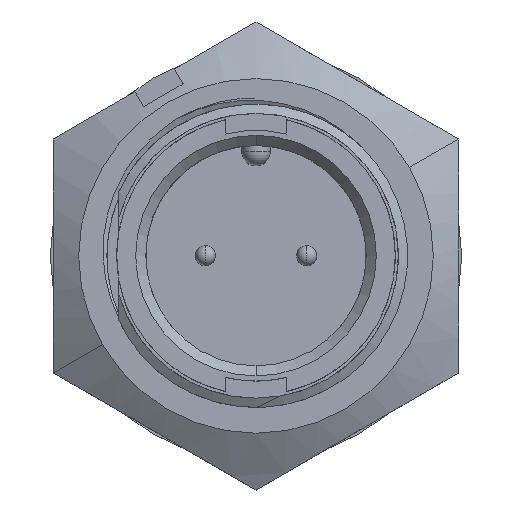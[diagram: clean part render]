
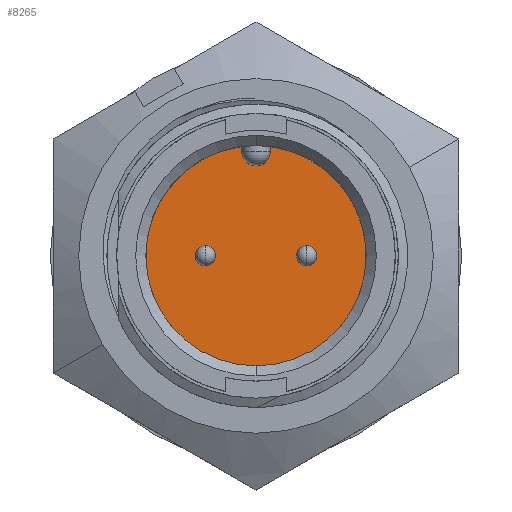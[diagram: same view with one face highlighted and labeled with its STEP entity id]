
A CAD part, top view. The second image highlights one B-rep face of the part: STEP entity #8265.
In plain terms, the highlighted planar face has unit normal (0, 0, 1).
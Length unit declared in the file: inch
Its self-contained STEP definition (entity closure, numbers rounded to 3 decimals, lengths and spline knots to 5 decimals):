
#101 = ORIENTED_EDGE ( 'NONE', *, *, #8456, .F. ) ;
#104 = ORIENTED_EDGE ( 'NONE', *, *, #12416, .F. ) ;
#378 = ORIENTED_EDGE ( 'NONE', *, *, #12629, .T. ) ;
#515 = CARTESIAN_POINT ( 'NONE',  ( -0.028, 0.2055, -0.305 ) ) ;
#516 = DIRECTION ( 'NONE',  ( 0., 1., 0. ) ) ;
#527 = LINE ( 'NONE', #515, #8101 ) ;
#1446 = DIRECTION ( 'NONE',  ( 1., 0., 0. ) ) ;
#1447 = DIRECTION ( 'NONE',  ( 0., 0., 1. ) ) ;
#1448 = CARTESIAN_POINT ( 'NONE',  ( 0., 0., -0.305 ) ) ;
#1449 = PLANE ( 'NONE',  #8049 ) ;
#1736 = DIRECTION ( 'NONE',  ( 1., 0., 0. ) ) ;
#1737 = DIRECTION ( 'NONE',  ( 0., 0., 1. ) ) ;
#1738 = CARTESIAN_POINT ( 'NONE',  ( -0.1, 0.0001, -0.305 ) ) ;
#1958 = CARTESIAN_POINT ( 'NONE',  ( 0.1, 0., -0.305 ) ) ;
#1959 = DIRECTION ( 'NONE',  ( 0., 0., 1. ) ) ;
#1960 = DIRECTION ( 'NONE',  ( 1., 0., 0. ) ) ;
#2354 = DIRECTION ( 'NONE',  ( 1., 0., 0. ) ) ;
#2355 = DIRECTION ( 'NONE',  ( 0., 0., 1. ) ) ;
#2356 = CARTESIAN_POINT ( 'NONE',  ( 0., 0., -0.305 ) ) ;
#3364 = ORIENTED_EDGE ( 'NONE', *, *, #8442, .F. ) ;
#3390 = ORIENTED_EDGE ( 'NONE', *, *, #12401, .T. ) ;
#3409 = ORIENTED_EDGE ( 'NONE', *, *, #8336, .T. ) ;
#3542 = ORIENTED_EDGE ( 'NONE', *, *, #12253, .T. ) ;
#5759 = CARTESIAN_POINT ( 'NONE',  ( 0.028, 0.2055, -0.305 ) ) ;
#5777 = CARTESIAN_POINT ( 'NONE',  ( 0.08026, 0., -0.305 ) ) ;
#5780 = CARTESIAN_POINT ( 'NONE',  ( -0.028, 0.21569, -0.305 ) ) ;
#5802 = CARTESIAN_POINT ( 'NONE',  ( 0., -0.2175, -0.305 ) ) ;
#5880 = CARTESIAN_POINT ( 'NONE',  ( -0.08026, 0.0001, -0.305 ) ) ;
#5886 = CARTESIAN_POINT ( 'NONE',  ( 0.11974, 0., -0.305 ) ) ;
#5913 = CARTESIAN_POINT ( 'NONE',  ( -0.028, 0.2055, -0.305 ) ) ;
#5915 = CARTESIAN_POINT ( 'NONE',  ( -0.11974, 0.0001, -0.305 ) ) ;
#5940 = CARTESIAN_POINT ( 'NONE',  ( 0.028, 0.21569, -0.305 ) ) ;
#6615 = VERTEX_POINT ( 'NONE', #5940 ) ;
#6660 = VERTEX_POINT ( 'NONE', #5915 ) ;
#6662 = ORIENTED_EDGE ( 'NONE', *, *, #12451, .F. ) ;
#6669 = VERTEX_POINT ( 'NONE', #5913 ) ;
#6676 = ORIENTED_EDGE ( 'NONE', *, *, #12531, .T. ) ;
#6711 = VERTEX_POINT ( 'NONE', #5886 ) ;
#6718 = VERTEX_POINT ( 'NONE', #5880 ) ;
#6825 = VERTEX_POINT ( 'NONE', #5802 ) ;
#6849 = VERTEX_POINT ( 'NONE', #5780 ) ;
#6852 = VERTEX_POINT ( 'NONE', #5777 ) ;
#6887 = VERTEX_POINT ( 'NONE', #5759 ) ;
#7585 = AXIS2_PLACEMENT_3D ( 'NONE', #1958, #1959, #1960 ) ;
#7610 = AXIS2_PLACEMENT_3D ( 'NONE', #1738, #1737, #1736 ) ;
#7739 = AXIS2_PLACEMENT_3D ( 'NONE', #8910, #8909, #8908 ) ;
#7772 = AXIS2_PLACEMENT_3D ( 'NONE', #9799, #9798, #9797 ) ;
#7934 = AXIS2_PLACEMENT_3D ( 'NONE', #2356, #2355, #2354 ) ;
#7999 = AXIS2_PLACEMENT_3D ( 'NONE', #9754, #9753, #9752 ) ;
#8013 = AXIS2_PLACEMENT_3D ( 'NONE', #9263, #9264, #9265 ) ;
#8049 = AXIS2_PLACEMENT_3D ( 'NONE', #1448, #1447, #1446 ) ;
#8054 = FACE_BOUND ( 'NONE', #10809, .T. ) ;
#8057 = FACE_OUTER_BOUND ( 'NONE', #10632, .T. ) ;
#8059 = VECTOR ( 'NONE', #10393, 39.37008 ) ;
#8064 = FACE_BOUND ( 'NONE', #10801, .T. ) ;
#8101 = VECTOR ( 'NONE', #516, 39.37008 ) ;
#8265 = ADVANCED_FACE ( 'NONE', ( #8064, #8057, #8054 ), #1449, .T. ) ;
#8336 = EDGE_CURVE ( 'NONE', #6849, #6825, #12426, .T. ) ;
#8442 = EDGE_CURVE ( 'NONE', #6660, #6718, #12579, .T. ) ;
#8456 = EDGE_CURVE ( 'NONE', #6852, #6711, #12408, .T. ) ;
#8908 = DIRECTION ( 'NONE',  ( 1., 0., 0. ) ) ;
#8909 = DIRECTION ( 'NONE',  ( 0., 0., -1. ) ) ;
#8910 = CARTESIAN_POINT ( 'NONE',  ( 0., 0.2055, -0.305 ) ) ;
#9263 = CARTESIAN_POINT ( 'NONE',  ( 0.1, 0., -0.305 ) ) ;
#9264 = DIRECTION ( 'NONE',  ( 0., 0., 1. ) ) ;
#9265 = DIRECTION ( 'NONE',  ( 1., 0., 0. ) ) ;
#9752 = DIRECTION ( 'NONE',  ( 1., 0., 0. ) ) ;
#9753 = DIRECTION ( 'NONE',  ( 0., 0., 1. ) ) ;
#9754 = CARTESIAN_POINT ( 'NONE',  ( -0.1, 0.0001, -0.305 ) ) ;
#9797 = DIRECTION ( 'NONE',  ( 1., 0., 0. ) ) ;
#9798 = DIRECTION ( 'NONE',  ( 0., 0., 1. ) ) ;
#9799 = CARTESIAN_POINT ( 'NONE',  ( 0., 0., -0.305 ) ) ;
#10388 = LINE ( 'NONE', #10390, #8059 ) ;
#10390 = CARTESIAN_POINT ( 'NONE',  ( 0.028, 0.21569, -0.305 ) ) ;
#10393 = DIRECTION ( 'NONE',  ( 0., -1., 0. ) ) ;
#10632 = EDGE_LOOP ( 'NONE', ( #3409, #3390, #6676, #3542, #378 ) ) ;
#10801 = EDGE_LOOP ( 'NONE', ( #104, #3364 ) ) ;
#10809 = EDGE_LOOP ( 'NONE', ( #6662, #101 ) ) ;
#12212 = CIRCLE ( 'NONE', #7772, 0.2175 ) ;
#12213 = CIRCLE ( 'NONE', #7999, 0.01974 ) ;
#12227 = CIRCLE ( 'NONE', #8013, 0.01974 ) ;
#12253 = EDGE_CURVE ( 'NONE', #6887, #6669, #12393, .T. ) ;
#12393 = CIRCLE ( 'NONE', #7739, 0.028 ) ;
#12401 = EDGE_CURVE ( 'NONE', #6825, #6615, #12212, .T. ) ;
#12408 = CIRCLE ( 'NONE', #7585, 0.01974 ) ;
#12416 = EDGE_CURVE ( 'NONE', #6718, #6660, #12213, .T. ) ;
#12426 = CIRCLE ( 'NONE', #7934, 0.2175 ) ;
#12451 = EDGE_CURVE ( 'NONE', #6711, #6852, #12227, .T. ) ;
#12531 = EDGE_CURVE ( 'NONE', #6615, #6887, #10388, .T. ) ;
#12579 = CIRCLE ( 'NONE', #7610, 0.01974 ) ;
#12629 = EDGE_CURVE ( 'NONE', #6669, #6849, #527, .T. ) ;
